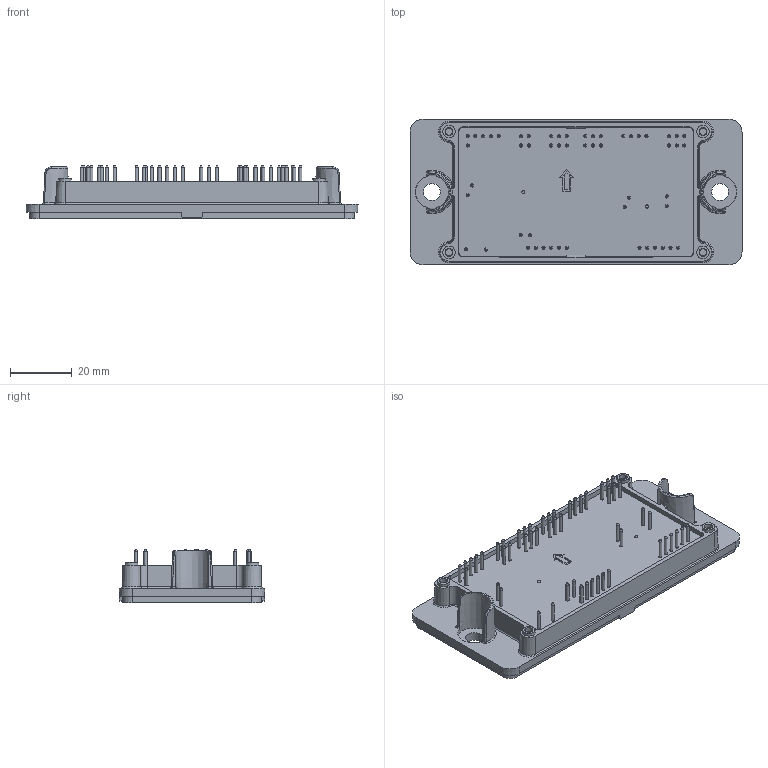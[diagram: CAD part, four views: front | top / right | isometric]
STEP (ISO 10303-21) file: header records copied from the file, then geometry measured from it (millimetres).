
FILE_DESCRIPTION(/* description */ ('Unknown'),/* implementation_level */ '2;1');
FILE_NAME(/* name */ 'Flow2-4T13W-M660(540)-01-OL',/* time_stamp */ '2016-05-26T16:01:01+02:00',/* author */ ('Unknown'),/* organization */ ('Unknown'),/* preprocessor_version */ 'ST-DEVELOPER v16',/* originating_system */ 'DEX',/* authorisation */ $);
FILE_SCHEMA (('AUTOMOTIVE_DESIGN {1 0 10303 214 3 1 1}'));
Length unit declared in the file: millimetre
Products named in the file (1): Flow2-4T13W-M660(560)-01-OL2
Bounding box: 107.2 x 47 x 17.18 mm (x, y, z)
Volume: 44699.1 mm3; surface area: 17843.3 mm2
Topology: 1 solids, 3 shells, 452 faces, 1033 edges, 666 vertices
Faces by surface type: plane 209, cylinder 105, cone 88, bspline 34, torus 16
Full cylindrical faces by diameter (mm): 1 x56, 2.25 x4, 2.55 x4, 2.95 x2, 3 x4, 5.5 x2
Entity records: 17284 total; most frequent: CARTESIAN_POINT 7943, DIRECTION 1942, ORIENTED_EDGE 1660, EDGE_CURVE 830, AXIS2_PLACEMENT_3D 771, EDGE_LOOP 680, FACE_BOUND 680, VERTEX_POINT 608
